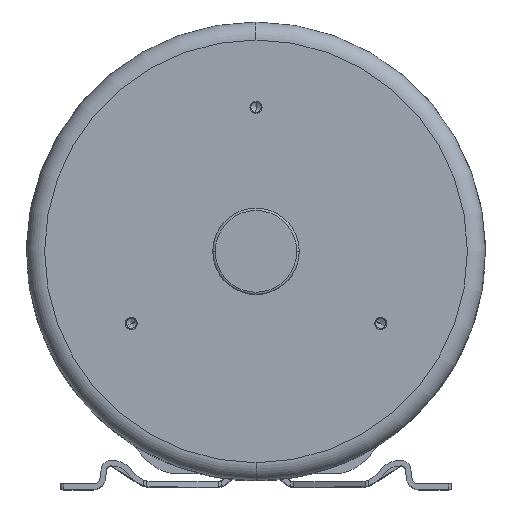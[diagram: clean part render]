
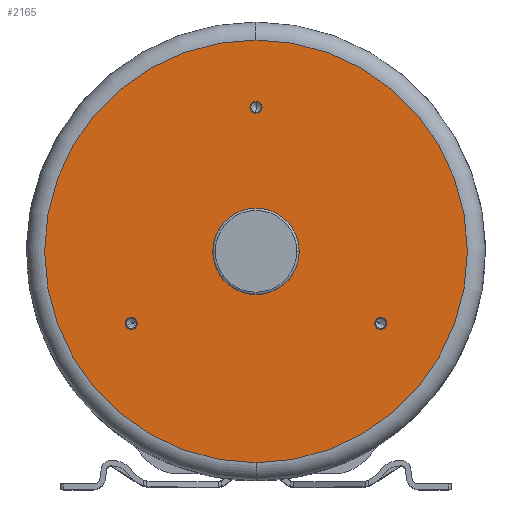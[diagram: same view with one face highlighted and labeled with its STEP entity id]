
A CAD part, top view. The second image highlights one B-rep face of the part: STEP entity #2165.
In plain terms, the highlighted face is planar.
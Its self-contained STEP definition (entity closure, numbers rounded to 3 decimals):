
#717=CARTESIAN_POINT('',(-105.,120.,0.));
#718=DIRECTION('',(-1.,0.,0.));
#719=DIRECTION('',(0.,1.,0.));
#720=AXIS2_PLACEMENT_3D('',#717,#718,#719);
#722=CARTESIAN_POINT('',(-105.,120.,0.));
#723=DIRECTION('',(-1.,0.,0.));
#724=DIRECTION('',(0.,-1.,0.));
#725=AXIS2_PLACEMENT_3D('',#722,#723,#724);
#727=CARTESIAN_POINT('',(-105.,-60.,103.923));
#728=DIRECTION('',(-1.,0.,0.));
#729=DIRECTION('',(0.,-0.5,0.866));
#730=AXIS2_PLACEMENT_3D('',#727,#728,#729);
#732=CARTESIAN_POINT('',(-105.,-60.,103.923));
#733=DIRECTION('',(-1.,0.,0.));
#734=DIRECTION('',(0.,0.5,-0.866));
#735=AXIS2_PLACEMENT_3D('',#732,#733,#734);
#737=CARTESIAN_POINT('',(-105.,-60.,-103.923));
#738=DIRECTION('',(-1.,0.,0.));
#739=DIRECTION('',(0.,-0.5,-0.866));
#740=AXIS2_PLACEMENT_3D('',#737,#738,#739);
#742=CARTESIAN_POINT('',(-105.,-60.,-103.923));
#743=DIRECTION('',(-1.,0.,0.));
#744=DIRECTION('',(0.,0.5,0.866));
#745=AXIS2_PLACEMENT_3D('',#742,#743,#744);
#747=CARTESIAN_POINT('',(-105.,0.,0.));
#748=DIRECTION('',(-1.,0.,0.));
#749=DIRECTION('',(0.,1.,0.));
#750=AXIS2_PLACEMENT_3D('',#747,#748,#749);
#752=CARTESIAN_POINT('',(-105.,0.,0.));
#753=DIRECTION('',(-1.,0.,0.));
#754=DIRECTION('',(0.,-1.,0.));
#755=AXIS2_PLACEMENT_3D('',#752,#753,#754);
#757=CARTESIAN_POINT('',(-105.,0.,0.));
#758=DIRECTION('',(-1.,0.,0.));
#759=DIRECTION('',(0.,0.,1.));
#760=AXIS2_PLACEMENT_3D('',#757,#758,#759);
#762=CARTESIAN_POINT('',(-105.,0.,0.));
#763=DIRECTION('',(-1.,0.,0.));
#764=DIRECTION('',(0.,0.,-1.));
#765=AXIS2_PLACEMENT_3D('',#762,#763,#764);
#1446=CARTESIAN_POINT('',(-105.,124.25,0.));
#1447=CARTESIAN_POINT('',(-105.,115.75,0.));
#1448=VERTEX_POINT('',#1446);
#1449=VERTEX_POINT('',#1447);
#1456=CARTESIAN_POINT('',(-105.,-62.125,107.604));
#1457=CARTESIAN_POINT('',(-105.,-57.875,100.242));
#1458=VERTEX_POINT('',#1456);
#1459=VERTEX_POINT('',#1457);
#1466=CARTESIAN_POINT('',(-105.,-62.125,-107.604));
#1467=CARTESIAN_POINT('',(-105.,-57.875,-100.242));
#1468=VERTEX_POINT('',#1466);
#1469=VERTEX_POINT('',#1467);
#1596=CARTESIAN_POINT('',(-105.,176.,0.));
#1597=CARTESIAN_POINT('',(-105.,-176.,0.));
#1598=VERTEX_POINT('',#1596);
#1599=VERTEX_POINT('',#1597);
#1736=CARTESIAN_POINT('',(-105.,0.,36.));
#1737=CARTESIAN_POINT('',(-105.,0.,-36.));
#1738=VERTEX_POINT('',#1736);
#1739=VERTEX_POINT('',#1737);
#2131=CARTESIAN_POINT('',(-105.,0.,0.));
#2132=DIRECTION('',(1.,0.,0.));
#2133=DIRECTION('',(0.,-1.,0.));
#2134=AXIS2_PLACEMENT_3D('',#2131,#2132,#2133);
#2135=PLANE('',#2134);
#2136=ORIENTED_EDGE('',*,*,#2121,.F.);
#2138=ORIENTED_EDGE('',*,*,#2137,.F.);
#2139=EDGE_LOOP('',(#2136,#2138));
#2140=FACE_OUTER_BOUND('',#2139,.F.);
#2142=ORIENTED_EDGE('',*,*,#2141,.T.);
#2144=ORIENTED_EDGE('',*,*,#2143,.T.);
#2145=EDGE_LOOP('',(#2142,#2144));
#2146=FACE_BOUND('',#2145,.F.);
#2148=ORIENTED_EDGE('',*,*,#2147,.T.);
#2150=ORIENTED_EDGE('',*,*,#2149,.T.);
#2151=EDGE_LOOP('',(#2148,#2150));
#2152=FACE_BOUND('',#2151,.F.);
#2154=ORIENTED_EDGE('',*,*,#2153,.T.);
#2156=ORIENTED_EDGE('',*,*,#2155,.T.);
#2157=EDGE_LOOP('',(#2154,#2156));
#2158=FACE_BOUND('',#2157,.F.);
#2160=ORIENTED_EDGE('',*,*,#2159,.T.);
#2162=ORIENTED_EDGE('',*,*,#2161,.T.);
#2163=EDGE_LOOP('',(#2160,#2162));
#2164=FACE_BOUND('',#2163,.F.);
#2165=ADVANCED_FACE('',(#2140,#2146,#2152,#2158,#2164),#2135,.F.);
#721=CIRCLE('',#720,4.25);
#726=CIRCLE('',#725,4.25);
#731=CIRCLE('',#730,4.25);
#736=CIRCLE('',#735,4.25);
#741=CIRCLE('',#740,4.25);
#746=CIRCLE('',#745,4.25);
#751=CIRCLE('',#750,176.);
#756=CIRCLE('',#755,176.);
#761=CIRCLE('',#760,36.);
#766=CIRCLE('',#765,36.);
#2121=EDGE_CURVE('',#1598,#1599,#751,.T.);
#2137=EDGE_CURVE('',#1599,#1598,#756,.T.);
#2141=EDGE_CURVE('',#1448,#1449,#721,.T.);
#2143=EDGE_CURVE('',#1449,#1448,#726,.T.);
#2147=EDGE_CURVE('',#1458,#1459,#731,.T.);
#2149=EDGE_CURVE('',#1459,#1458,#736,.T.);
#2153=EDGE_CURVE('',#1468,#1469,#741,.T.);
#2155=EDGE_CURVE('',#1469,#1468,#746,.T.);
#2159=EDGE_CURVE('',#1738,#1739,#761,.T.);
#2161=EDGE_CURVE('',#1739,#1738,#766,.T.);
